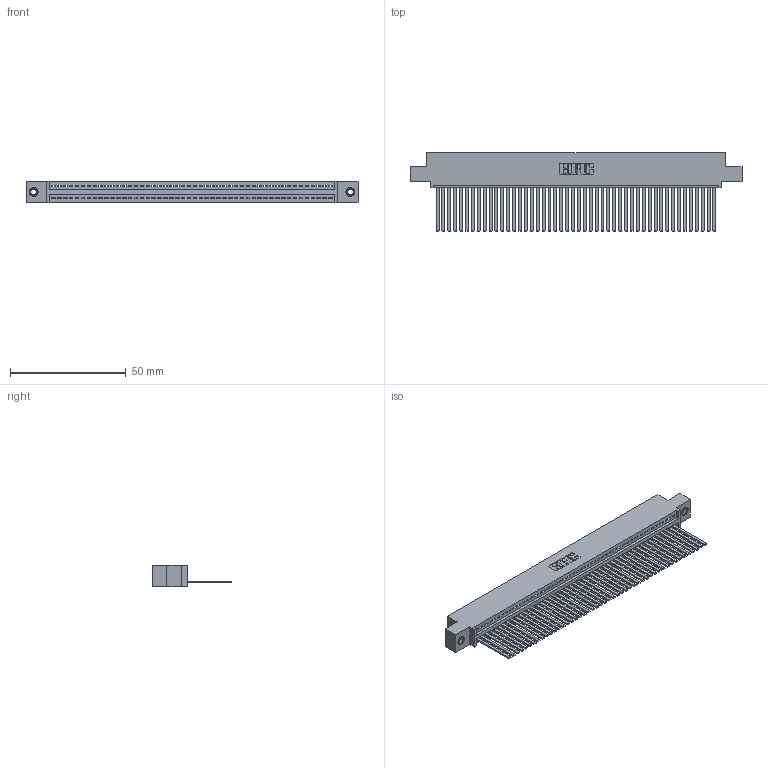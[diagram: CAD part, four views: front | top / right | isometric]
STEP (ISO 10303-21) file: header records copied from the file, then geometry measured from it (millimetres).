
FILE_DESCRIPTION (( 'STEP AP203' ), '1' );
FILE_NAME ('395-048-544-407.STEP', '2019-10-23T02:25:34', ( '' ), ( '' ), 'SwSTEP 2.0', 'SolidWorks 2016', '' );
FILE_SCHEMA (( 'CONFIG_CONTROL_DESIGN' ));
Length unit declared in the file: inch
Products named in the file (4): 345-292-001_345-293-144; 345 Part_0.110 Offset - 0.156 Dia-TI; 395-048-544-407; 345-250-001_345-250-005-103
Assembly tree (51 placements, depth 2):
  395-048-544-407
    345 Part_0.110 Offset - 0.156 Dia-TI
    345-292-001_345-293-144  x48
    345-250-001_345-250-005-103  x2
Bounding box: 143.13 x 33.96 x 9.4 mm (x, y, z)
Volume: 14112.7 mm3; surface area: 20619.4 mm2
Topology: 51 solids, 51 shells, 2686 faces, 8073 edges, 5310 vertices
Faces by surface type: plane 1844, cylinder 826, cone 12, torus 4
Entity records: 36452 total; most frequent: CARTESIAN_POINT 6295, ORIENTED_EDGE 6270, DIRECTION 5513, EDGE_CURVE 3135, LINE 2795, VECTOR 2795, VERTEX_POINT 2084, AXIS2_PLACEMENT_3D 1359
